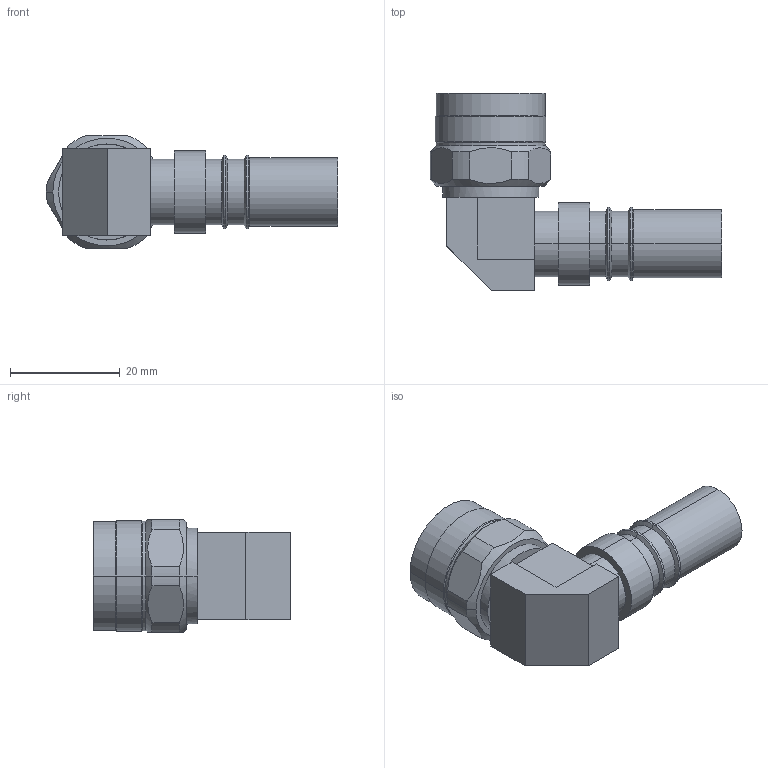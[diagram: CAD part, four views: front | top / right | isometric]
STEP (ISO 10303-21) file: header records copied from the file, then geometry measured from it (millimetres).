
FILE_DESCRIPTION (( 'STEP AP214' ), '1' );
FILE_NAME ('EZ-400-NMH-RA-X_3D.STEP', '2021-01-18T22:01:26', ( '' ), ( '' ), 'SwSTEP 2.0', 'SolidWorks 2018', '' );
FILE_SCHEMA (( 'AUTOMOTIVE_DESIGN' ));
Length unit declared in the file: inch
Products named in the file (3): EZ-400-NMH-RA-X_3D; EZ-400-NMH-RA-X_body; EZ-400-NMH-RA-X_ferrule
Assembly tree (2 placements, depth 2):
  EZ-400-NMH-RA-X_3D
    EZ-400-NMH-RA-X_body
    EZ-400-NMH-RA-X_ferrule
Bounding box: 53.09 x 35.94 x 20.57 mm (x, y, z)
Volume: 10945.3 mm3; surface area: 6821.8 mm2
Topology: 2 solids, 2 shells, 137 faces, 298 edges, 175 vertices
Faces by surface type: cone 48, cylinder 47, plane 40, torus 2
Entity records: 3932 total; most frequent: CARTESIAN_POINT 745, DIRECTION 710, ORIENTED_EDGE 592, EDGE_CURVE 296, AXIS2_PLACEMENT_3D 284, VERTEX_POINT 175, EDGE_LOOP 151, VECTOR 142
